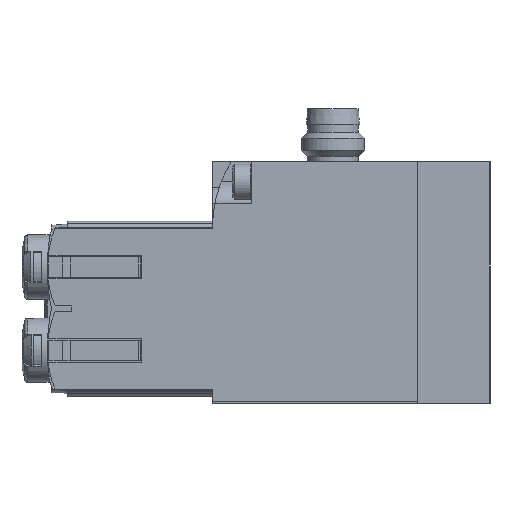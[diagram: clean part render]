
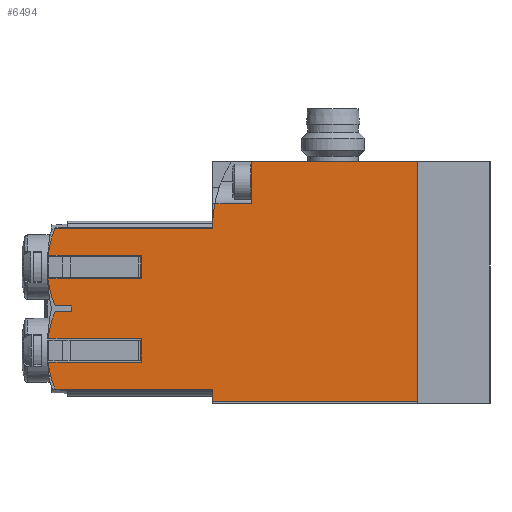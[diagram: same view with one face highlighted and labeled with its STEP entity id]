
A CAD part, left-side view. The second image highlights one B-rep face of the part: STEP entity #6494.
In plain terms, the highlighted planar face has unit normal (-1, 0, 0).
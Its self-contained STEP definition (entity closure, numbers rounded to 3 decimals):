
#154=LINE('',#10358,#651);
#166=LINE('',#10381,#663);
#167=LINE('',#10383,#664);
#168=LINE('',#10387,#665);
#169=LINE('',#10389,#666);
#170=LINE('',#10391,#667);
#171=LINE('',#10395,#668);
#172=LINE('',#10397,#669);
#173=LINE('',#10399,#670);
#174=LINE('',#10403,#671);
#175=LINE('',#10405,#672);
#176=LINE('',#10407,#673);
#177=LINE('',#10411,#674);
#178=LINE('',#10413,#675);
#179=LINE('',#10415,#676);
#180=LINE('',#10417,#677);
#181=LINE('',#10418,#678);
#651=VECTOR('',#8112,1000.);
#663=VECTOR('',#8128,1000.);
#664=VECTOR('',#8129,1000.);
#665=VECTOR('',#8132,1000.);
#666=VECTOR('',#8133,1000.);
#667=VECTOR('',#8134,1000.);
#668=VECTOR('',#8137,1000.);
#669=VECTOR('',#8138,1000.);
#670=VECTOR('',#8139,1000.);
#671=VECTOR('',#8142,1000.);
#672=VECTOR('',#8143,1000.);
#673=VECTOR('',#8144,1000.);
#674=VECTOR('',#8147,1000.);
#675=VECTOR('',#8148,1000.);
#676=VECTOR('',#8149,1000.);
#677=VECTOR('',#8150,1000.);
#678=VECTOR('',#8151,1000.);
#1115=PLANE('',#7084);
#1480=CIRCLE('',#7079,16.);
#1483=CIRCLE('',#7085,12.5);
#1484=CIRCLE('',#7086,12.5);
#1485=CIRCLE('',#7087,12.5);
#1486=CIRCLE('',#7088,12.5);
#2080=ORIENTED_EDGE('',*,*,#3638,.F.);
#2081=ORIENTED_EDGE('',*,*,#3617,.F.);
#2082=ORIENTED_EDGE('',*,*,#3639,.F.);
#2083=ORIENTED_EDGE('',*,*,#3640,.F.);
#2084=ORIENTED_EDGE('',*,*,#3641,.F.);
#2085=ORIENTED_EDGE('',*,*,#3642,.F.);
#2086=ORIENTED_EDGE('',*,*,#3643,.F.);
#2087=ORIENTED_EDGE('',*,*,#3644,.F.);
#2088=ORIENTED_EDGE('',*,*,#3645,.F.);
#2089=ORIENTED_EDGE('',*,*,#3646,.F.);
#2090=ORIENTED_EDGE('',*,*,#3647,.F.);
#2091=ORIENTED_EDGE('',*,*,#3648,.F.);
#2092=ORIENTED_EDGE('',*,*,#3649,.F.);
#2093=ORIENTED_EDGE('',*,*,#3650,.F.);
#2094=ORIENTED_EDGE('',*,*,#3651,.F.);
#2095=ORIENTED_EDGE('',*,*,#3652,.F.);
#2096=ORIENTED_EDGE('',*,*,#3653,.F.);
#2097=ORIENTED_EDGE('',*,*,#3654,.F.);
#2098=ORIENTED_EDGE('',*,*,#3655,.F.);
#2099=ORIENTED_EDGE('',*,*,#3656,.F.);
#2100=ORIENTED_EDGE('',*,*,#3626,.F.);
#2101=ORIENTED_EDGE('',*,*,#3657,.F.);
#3617=EDGE_CURVE('',#4467,#4468,#1480,.T.);
#3626=EDGE_CURVE('',#4475,#4476,#154,.T.);
#3638=EDGE_CURVE('',#4468,#4485,#166,.T.);
#3639=EDGE_CURVE('',#4486,#4467,#167,.T.);
#3640=EDGE_CURVE('',#4487,#4486,#1483,.T.);
#3641=EDGE_CURVE('',#4488,#4487,#168,.T.);
#3642=EDGE_CURVE('',#4489,#4488,#169,.T.);
#3643=EDGE_CURVE('',#4490,#4489,#170,.T.);
#3644=EDGE_CURVE('',#4491,#4490,#1484,.T.);
#3645=EDGE_CURVE('',#4492,#4491,#171,.T.);
#3646=EDGE_CURVE('',#4493,#4492,#172,.T.);
#3647=EDGE_CURVE('',#4494,#4493,#173,.T.);
#3648=EDGE_CURVE('',#4495,#4494,#1485,.T.);
#3649=EDGE_CURVE('',#4496,#4495,#174,.T.);
#3650=EDGE_CURVE('',#4497,#4496,#175,.T.);
#3651=EDGE_CURVE('',#4498,#4497,#176,.T.);
#3652=EDGE_CURVE('',#4499,#4498,#1486,.T.);
#3653=EDGE_CURVE('',#4500,#4499,#177,.T.);
#3654=EDGE_CURVE('',#4501,#4500,#178,.T.);
#3655=EDGE_CURVE('',#4502,#4501,#179,.T.);
#3656=EDGE_CURVE('',#4476,#4502,#180,.T.);
#3657=EDGE_CURVE('',#4485,#4475,#181,.T.);
#4467=VERTEX_POINT('',#10335);
#4468=VERTEX_POINT('',#10337);
#4475=VERTEX_POINT('',#10357);
#4476=VERTEX_POINT('',#10359);
#4485=VERTEX_POINT('',#10382);
#4486=VERTEX_POINT('',#10384);
#4487=VERTEX_POINT('',#10386);
#4488=VERTEX_POINT('',#10388);
#4489=VERTEX_POINT('',#10390);
#4490=VERTEX_POINT('',#10392);
#4491=VERTEX_POINT('',#10394);
#4492=VERTEX_POINT('',#10396);
#4493=VERTEX_POINT('',#10398);
#4494=VERTEX_POINT('',#10400);
#4495=VERTEX_POINT('',#10402);
#4496=VERTEX_POINT('',#10404);
#4497=VERTEX_POINT('',#10406);
#4498=VERTEX_POINT('',#10408);
#4499=VERTEX_POINT('',#10410);
#4500=VERTEX_POINT('',#10412);
#4501=VERTEX_POINT('',#10414);
#4502=VERTEX_POINT('',#10416);
#5222=EDGE_LOOP('',(#2080,#2081,#2082,#2083,#2084,#2085,#2086,#2087,#2088,
#2089,#2090,#2091,#2092,#2093,#2094,#2095,#2096,#2097,#2098,#2099,#2100,
#2101));
#5864=FACE_BOUND('',#5222,.T.);
#6494=ADVANCED_FACE('',(#5864),#1115,.F.);
#7079=AXIS2_PLACEMENT_3D('',#10336,#8099,#8100);
#7084=AXIS2_PLACEMENT_3D('',#10380,#8126,#8127);
#7085=AXIS2_PLACEMENT_3D('',#10385,#8130,#8131);
#7086=AXIS2_PLACEMENT_3D('',#10393,#8135,#8136);
#7087=AXIS2_PLACEMENT_3D('',#10401,#8140,#8141);
#7088=AXIS2_PLACEMENT_3D('',#10409,#8145,#8146);
#8099=DIRECTION('',(1.,0.,0.));
#8100=DIRECTION('',(0.,0.,-1.));
#8112=DIRECTION('',(0.,-1.,0.));
#8126=DIRECTION('',(1.,0.,0.));
#8127=DIRECTION('',(0.,0.,-1.));
#8128=DIRECTION('',(0.,-1.,0.));
#8129=DIRECTION('',(0.,-1.,0.));
#8130=DIRECTION('',(1.,0.,0.));
#8131=DIRECTION('',(0.,0.,-1.));
#8132=DIRECTION('',(0.,1.,0.));
#8133=DIRECTION('',(0.,0.,1.));
#8134=DIRECTION('',(0.,-1.,0.));
#8135=DIRECTION('',(1.,0.,0.));
#8136=DIRECTION('',(0.,0.,-1.));
#8137=DIRECTION('',(0.,1.,0.));
#8138=DIRECTION('',(0.,0.,1.));
#8139=DIRECTION('',(0.,-1.,0.));
#8140=DIRECTION('',(1.,0.,0.));
#8141=DIRECTION('',(0.,0.,-1.));
#8142=DIRECTION('',(0.,1.,0.));
#8143=DIRECTION('',(0.,0.,1.));
#8144=DIRECTION('',(0.,-1.,0.));
#8145=DIRECTION('',(1.,0.,0.));
#8146=DIRECTION('',(0.,0.,-1.));
#8147=DIRECTION('',(0.,1.,0.));
#8148=DIRECTION('',(0.,0.,1.));
#8149=DIRECTION('',(0.,1.,0.));
#8150=DIRECTION('',(0.,0.,-1.));
#8151=DIRECTION('',(0.,0.,1.));
#10335=CARTESIAN_POINT('',(0.,25.9,6.7));
#10336=CARTESIAN_POINT('',(0.,9.9,6.704));
#10337=CARTESIAN_POINT('',(0.,25.598,9.8));
#10357=CARTESIAN_POINT('',(0.,21.,15.1));
#10358=CARTESIAN_POINT('',(0.,23.52,15.1));
#10359=CARTESIAN_POINT('',(0.,0.,15.1));
#10380=CARTESIAN_POINT('',(0.,9.9,6.704));
#10381=CARTESIAN_POINT('',(0.,9.9,9.8));
#10382=CARTESIAN_POINT('',(0.,21.,9.8));
#10383=CARTESIAN_POINT('',(0.,45.75,6.7));
#10384=CARTESIAN_POINT('',(0.,45.75,6.7));
#10385=CARTESIAN_POINT('',(0.,34.25,1.8));
#10386=CARTESIAN_POINT('',(0.,46.66,3.3));
#10387=CARTESIAN_POINT('',(0.,34.9,3.3));
#10388=CARTESIAN_POINT('',(0.,34.9,3.3));
#10389=CARTESIAN_POINT('',(0.,34.9,0.3));
#10390=CARTESIAN_POINT('',(0.,34.9,0.3));
#10391=CARTESIAN_POINT('',(0.,46.66,0.3));
#10392=CARTESIAN_POINT('',(0.,46.66,0.3));
#10393=CARTESIAN_POINT('',(0.,34.25,1.8));
#10394=CARTESIAN_POINT('',(0.,45.75,-3.1));
#10395=CARTESIAN_POINT('',(0.,43.72,-3.1));
#10396=CARTESIAN_POINT('',(0.,43.72,-3.1));
#10397=CARTESIAN_POINT('',(0.,43.72,-3.8));
#10398=CARTESIAN_POINT('',(0.,43.72,-3.8));
#10399=CARTESIAN_POINT('',(0.,45.75,-3.8));
#10400=CARTESIAN_POINT('',(0.,45.75,-3.8));
#10401=CARTESIAN_POINT('',(0.,34.25,-8.7));
#10402=CARTESIAN_POINT('',(0.,46.66,-7.2));
#10403=CARTESIAN_POINT('',(0.,34.9,-7.2));
#10404=CARTESIAN_POINT('',(0.,34.9,-7.2));
#10405=CARTESIAN_POINT('',(0.,34.9,-10.2));
#10406=CARTESIAN_POINT('',(0.,34.9,-10.2));
#10407=CARTESIAN_POINT('',(0.,46.66,-10.2));
#10408=CARTESIAN_POINT('',(0.,46.66,-10.2));
#10409=CARTESIAN_POINT('',(0.,34.25,-8.7));
#10410=CARTESIAN_POINT('',(0.,45.75,-13.6));
#10411=CARTESIAN_POINT('',(0.,25.9,-13.6));
#10412=CARTESIAN_POINT('',(0.,25.9,-13.6));
#10413=CARTESIAN_POINT('',(0.,25.9,-15.1));
#10414=CARTESIAN_POINT('',(0.,25.9,-15.1));
#10415=CARTESIAN_POINT('',(0.,0.,-15.1));
#10416=CARTESIAN_POINT('',(0.,0.,-15.1));
#10417=CARTESIAN_POINT('',(0.,0.,15.1));
#10418=CARTESIAN_POINT('',(0.,21.,6.704));
